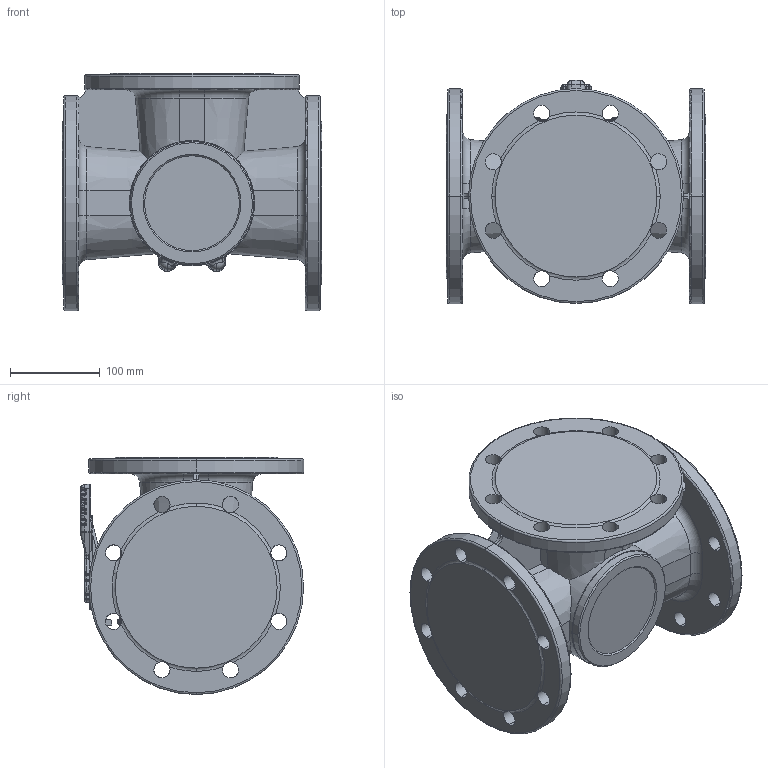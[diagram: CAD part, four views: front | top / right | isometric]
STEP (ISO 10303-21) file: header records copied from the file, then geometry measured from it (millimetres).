
FILE_DESCRIPTION(('CATIA V5 STEP Exchange','CAx-IF Rec.Pracs.--- Model Styling and Organization---1.5--- 2016-08-15','CAx-IF Rec.Pracs.---Supplemental Geometry---1.0---2011-11-01','CAx-IF Rec.Pracs.--- Composite Materials ---3.4---2017-06-13','CAx-IF Rec.Pracs.---Tessellated 3D Geometry---1.0---2015-12-17'),'2;1');
FILE_NAME('STEP_612120_-_TST.stp','2023-12-20T12:34:20+00:00',('none'),('none'),'CATIA Version 5-6 Release 2020 SP5','CATIA V5 STEP AP242 v2','none');
FILE_SCHEMA(('AP242_MANAGED_MODEL_BASED_3D_ENGINEERING_MIM_LF {1 0 10303 442 1 1 4}'));
Products named in the file (1): 612120 - TST
Bounding box: 290 x 249.41 x 265 mm (x, y, z)
Volume: 7280281.6 mm3; surface area: 512617.9 mm2
Topology: 1 solids, 20 shells, 2361 faces, 6534 edges, 4256 vertices
Faces by surface type: plane 1096, cylinder 636, bspline 340, cone 178, torus 99, sphere 12
Entity records: 95561 total; most frequent: CARTESIAN_POINT 41917, ORIENTED_EDGE 12972, DIRECTION 6991, EDGE_CURVE 6486, VERTEX_POINT 4256, VECTOR 3193, LINE 3193, EDGE_LOOP 2556
